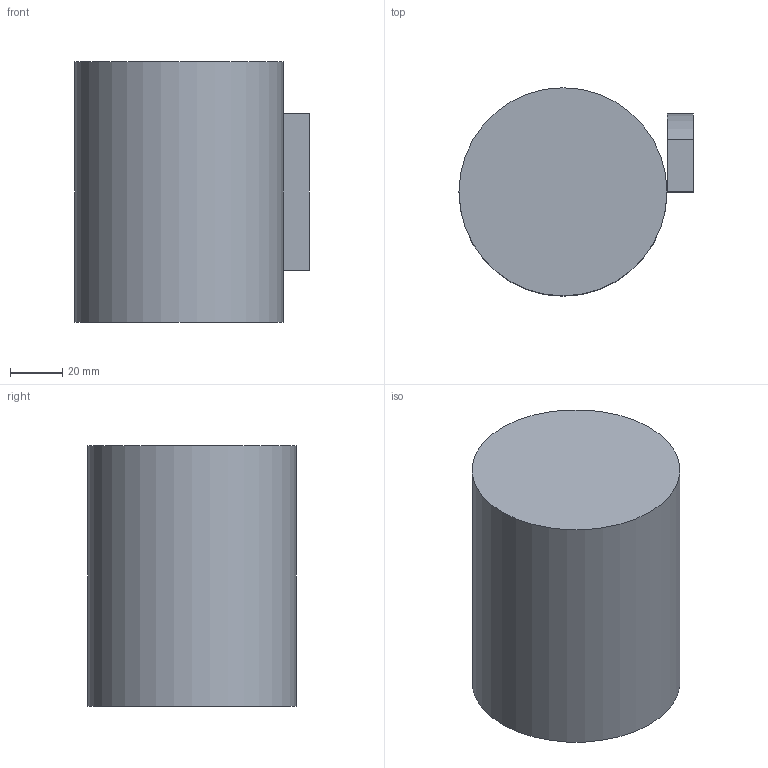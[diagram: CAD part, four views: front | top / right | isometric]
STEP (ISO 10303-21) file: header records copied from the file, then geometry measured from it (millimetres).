
FILE_DESCRIPTION(('Zoo Text-to-CAD'),'1');
FILE_NAME('Zoo Text-to-CAD model','2024-09-02T10:02:29',('Author'),('Zoo'),'Zoo Text-to-CAD','text-to-cad.zoo.dev','Unknown');
FILE_SCHEMA(('AUTOMOTIVE_DESIGN { 1 0 10303 214 1 1 1 1 }'));
Length unit declared in the file: millimetre
Products named in the file (4): Zoo Text-to-CAD
Assembly tree (3 placements, depth 3):
  Zoo Text-to-CAD
    Zoo Text-to-CAD
      Zoo Text-to-CAD
      Zoo Text-to-CAD
Bounding box: 90 x 80 x 100 mm (x, y, z)
Volume: 101560.8 mm3; surface area: 62597.2 mm2
Topology: 2 solids, 2 shells, 11 faces, 20 edges, 14 vertices
Faces by surface type: plane 8, cylinder 3
Full cylindrical faces by diameter (mm): 74 x1, 80 x1
Entity records: 596 total; most frequent: DIRECTION 94, CARTESIAN_POINT 91, LINE 46, VECTOR 46, ORIENTED_EDGE 40, PCURVE 40, DEFINITIONAL_REPRESENTATION 40, AXIS2_PLACEMENT_3D 21
